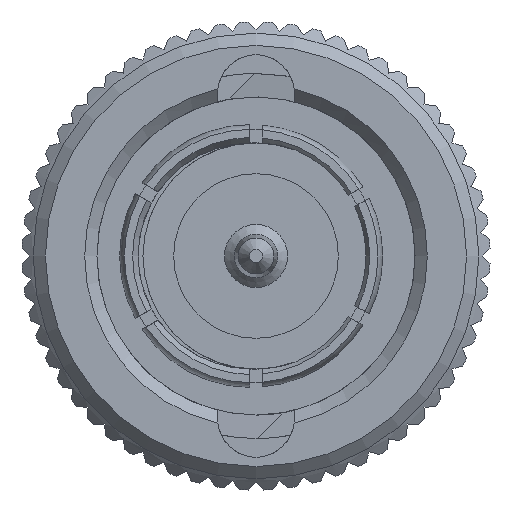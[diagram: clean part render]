
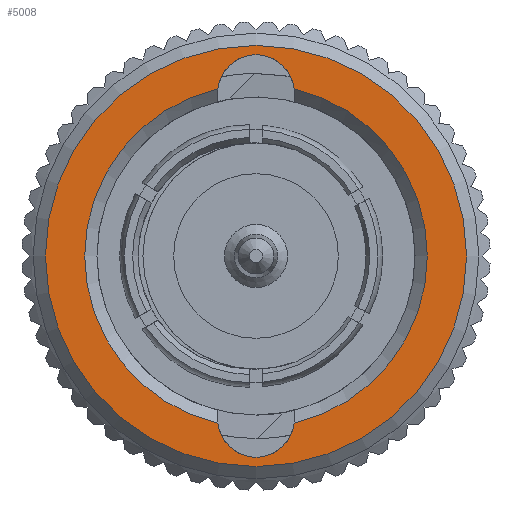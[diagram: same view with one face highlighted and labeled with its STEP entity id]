
A CAD part, left-side view. The second image highlights one B-rep face of the part: STEP entity #5008.
In plain terms, the highlighted face is planar.
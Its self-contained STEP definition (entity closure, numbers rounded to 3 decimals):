
#1754=ORIENTED_EDGE('',*,*,#2643,.F.);
#1755=ORIENTED_EDGE('',*,*,#3154,.T.);
#1756=ORIENTED_EDGE('',*,*,#3155,.F.);
#1757=ORIENTED_EDGE('',*,*,#2887,.T.);
#1758=ORIENTED_EDGE('',*,*,#3153,.F.);
#2643=EDGE_CURVE('',#3410,#3411,#3897,.T.);
#2887=EDGE_CURVE('',#3650,#3411,#4017,.T.);
#3153=EDGE_CURVE('',#3794,#3794,#4034,.T.);
#3154=EDGE_CURVE('',#3410,#3795,#4035,.T.);
#3155=EDGE_CURVE('',#3650,#3795,#4036,.T.);
#3410=VERTEX_POINT('',#9322);
#3411=VERTEX_POINT('',#9324);
#3650=VERTEX_POINT('',#9877);
#3794=VERTEX_POINT('',#11027);
#3795=VERTEX_POINT('',#11030);
#3897=CIRCLE('',#7254,1.19);
#4017=CIRCLE('',#7437,5.305);
#4034=CIRCLE('',#7471,6.52);
#4035=CIRCLE('',#7473,5.305);
#4036=CIRCLE('',#7474,1.19);
#4202=EDGE_LOOP('',(#1754,#1755,#1756,#1757));
#4203=EDGE_LOOP('',(#1758));
#4527=FACE_BOUND('',#4202,.T.);
#4528=FACE_BOUND('',#4203,.T.);
#4738=PLANE('',#7472);
#5008=ADVANCED_FACE('',(#4527,#4528),#4738,.T.);
#7254=AXIS2_PLACEMENT_3D('',#9323,#7873,#7874);
#7437=AXIS2_PLACEMENT_3D('',#9876,#8358,#8359);
#7471=AXIS2_PLACEMENT_3D('',#11026,#8434,#8435);
#7472=AXIS2_PLACEMENT_3D('',#11028,#8436,#8437);
#7473=AXIS2_PLACEMENT_3D('',#11029,#8438,#8439);
#7474=AXIS2_PLACEMENT_3D('',#11031,#8440,#8441);
#7873=DIRECTION('',(0.,1.,0.));
#7874=DIRECTION('',(1.,0.,0.));
#8358=DIRECTION('',(0.,-1.,0.));
#8359=DIRECTION('',(0.,0.,-1.));
#8434=DIRECTION('',(0.,-1.,0.));
#8435=DIRECTION('',(0.,0.,-1.));
#8436=DIRECTION('',(0.,1.,0.));
#8437=DIRECTION('',(0.,0.,1.));
#8438=DIRECTION('',(0.,-1.,0.));
#8439=DIRECTION('',(0.,0.,-1.));
#8440=DIRECTION('',(0.,1.,0.));
#8441=DIRECTION('',(1.,0.,0.));
#9322=CARTESIAN_POINT('',(1.183,16.1,-5.171));
#9323=CARTESIAN_POINT('',(0.,16.1,-5.04));
#9324=CARTESIAN_POINT('',(-1.183,16.1,-5.171));
#9876=CARTESIAN_POINT('',(0.,16.1,0.));
#9877=CARTESIAN_POINT('',(-1.183,16.1,5.171));
#11026=CARTESIAN_POINT('',(0.,16.1,0.));
#11027=CARTESIAN_POINT('',(0.,16.1,-6.52));
#11028=CARTESIAN_POINT('',(6.52,16.1,0.));
#11029=CARTESIAN_POINT('',(0.,16.1,0.));
#11030=CARTESIAN_POINT('',(1.183,16.1,5.171));
#11031=CARTESIAN_POINT('',(0.,16.1,5.04));
